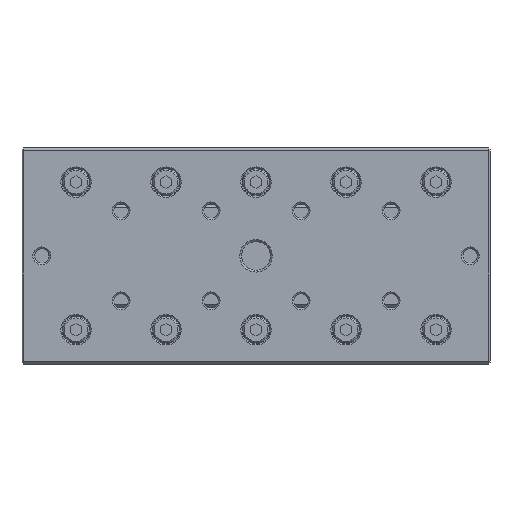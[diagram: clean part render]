
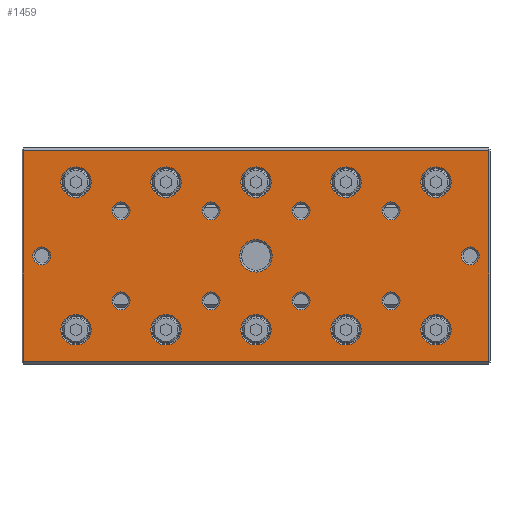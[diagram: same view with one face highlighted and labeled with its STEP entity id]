
A CAD part, top view. The second image highlights one B-rep face of the part: STEP entity #1459.
In plain terms, the highlighted planar face has unit normal (0, 0, 1).
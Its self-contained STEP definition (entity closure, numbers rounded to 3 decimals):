
#722=FACE_BOUND('',#3083,.T.);
#723=FACE_BOUND('',#3084,.T.);
#724=FACE_BOUND('',#3085,.T.);
#725=FACE_BOUND('',#3086,.T.);
#726=FACE_BOUND('',#3087,.T.);
#727=FACE_BOUND('',#3088,.T.);
#728=FACE_BOUND('',#3089,.T.);
#729=FACE_BOUND('',#3090,.T.);
#730=FACE_BOUND('',#3091,.T.);
#731=FACE_BOUND('',#3092,.T.);
#732=FACE_BOUND('',#3093,.T.);
#733=FACE_BOUND('',#3094,.T.);
#734=FACE_BOUND('',#3095,.T.);
#735=FACE_BOUND('',#3096,.T.);
#736=FACE_BOUND('',#3097,.T.);
#737=FACE_BOUND('',#3098,.T.);
#738=FACE_BOUND('',#3099,.T.);
#739=FACE_BOUND('',#3100,.T.);
#740=FACE_BOUND('',#3101,.T.);
#741=FACE_BOUND('',#3102,.T.);
#742=FACE_BOUND('',#3103,.T.);
#743=FACE_BOUND('',#3104,.T.);
#1100=CIRCLE('',#10590,4.5);
#1101=CIRCLE('',#10591,2.5);
#1102=CIRCLE('',#10592,2.5);
#1103=CIRCLE('',#10593,2.5);
#1104=CIRCLE('',#10594,2.5);
#1105=CIRCLE('',#10595,2.5);
#1106=CIRCLE('',#10596,2.5);
#1107=CIRCLE('',#10597,2.5);
#1108=CIRCLE('',#10598,2.5);
#1109=CIRCLE('',#10599,2.5);
#1110=CIRCLE('',#10600,2.5);
#1111=CIRCLE('',#10601,4.225);
#1112=CIRCLE('',#10602,4.225);
#1113=CIRCLE('',#10603,4.225);
#1114=CIRCLE('',#10604,4.225);
#1115=CIRCLE('',#10605,4.225);
#1116=CIRCLE('',#10606,4.225);
#1117=CIRCLE('',#10607,4.225);
#1118=CIRCLE('',#10608,4.225);
#1119=CIRCLE('',#10609,4.225);
#1120=CIRCLE('',#10610,4.225);
#1459=ADVANCED_FACE('',(#722,#723,#724,#725,#726,#727,#728,#729,#730,#731,
#732,#733,#734,#735,#736,#737,#738,#739,#740,#741,#742,#743),#2027,.F.);
#2027=PLANE('',#10611);
#3083=EDGE_LOOP('',(#4646));
#3084=EDGE_LOOP('',(#4647));
#3085=EDGE_LOOP('',(#4648));
#3086=EDGE_LOOP('',(#4649));
#3087=EDGE_LOOP('',(#4650));
#3088=EDGE_LOOP('',(#4651));
#3089=EDGE_LOOP('',(#4652));
#3090=EDGE_LOOP('',(#4653));
#3091=EDGE_LOOP('',(#4654));
#3092=EDGE_LOOP('',(#4655));
#3093=EDGE_LOOP('',(#4656));
#3094=EDGE_LOOP('',(#4657));
#3095=EDGE_LOOP('',(#4658));
#3096=EDGE_LOOP('',(#4659));
#3097=EDGE_LOOP('',(#4660));
#3098=EDGE_LOOP('',(#4661));
#3099=EDGE_LOOP('',(#4662));
#3100=EDGE_LOOP('',(#4663));
#3101=EDGE_LOOP('',(#4664));
#3102=EDGE_LOOP('',(#4665));
#3103=EDGE_LOOP('',(#4666));
#3104=EDGE_LOOP('',(#4667,#4668,#4669,#4670));
#4646=ORIENTED_EDGE('',*,*,#7707,.T.);
#4647=ORIENTED_EDGE('',*,*,#7708,.F.);
#4648=ORIENTED_EDGE('',*,*,#7709,.T.);
#4649=ORIENTED_EDGE('',*,*,#7710,.T.);
#4650=ORIENTED_EDGE('',*,*,#7711,.T.);
#4651=ORIENTED_EDGE('',*,*,#7712,.T.);
#4652=ORIENTED_EDGE('',*,*,#7713,.T.);
#4653=ORIENTED_EDGE('',*,*,#7714,.T.);
#4654=ORIENTED_EDGE('',*,*,#7715,.T.);
#4655=ORIENTED_EDGE('',*,*,#7716,.T.);
#4656=ORIENTED_EDGE('',*,*,#7717,.T.);
#4657=ORIENTED_EDGE('',*,*,#7718,.T.);
#4658=ORIENTED_EDGE('',*,*,#7719,.T.);
#4659=ORIENTED_EDGE('',*,*,#7720,.T.);
#4660=ORIENTED_EDGE('',*,*,#7721,.T.);
#4661=ORIENTED_EDGE('',*,*,#7722,.T.);
#4662=ORIENTED_EDGE('',*,*,#7723,.T.);
#4663=ORIENTED_EDGE('',*,*,#7724,.T.);
#4664=ORIENTED_EDGE('',*,*,#7725,.T.);
#4665=ORIENTED_EDGE('',*,*,#7726,.T.);
#4666=ORIENTED_EDGE('',*,*,#7727,.T.);
#4667=ORIENTED_EDGE('',*,*,#7728,.T.);
#4668=ORIENTED_EDGE('',*,*,#7729,.T.);
#4669=ORIENTED_EDGE('',*,*,#7730,.T.);
#4670=ORIENTED_EDGE('',*,*,#7731,.T.);
#6650=VERTEX_POINT('',#15267);
#6651=VERTEX_POINT('',#15269);
#6652=VERTEX_POINT('',#15271);
#6653=VERTEX_POINT('',#15273);
#6654=VERTEX_POINT('',#15275);
#6655=VERTEX_POINT('',#15277);
#6656=VERTEX_POINT('',#15279);
#6657=VERTEX_POINT('',#15281);
#6658=VERTEX_POINT('',#15283);
#6659=VERTEX_POINT('',#15285);
#6660=VERTEX_POINT('',#15287);
#6661=VERTEX_POINT('',#15289);
#6662=VERTEX_POINT('',#15291);
#6663=VERTEX_POINT('',#15293);
#6664=VERTEX_POINT('',#15295);
#6665=VERTEX_POINT('',#15297);
#6666=VERTEX_POINT('',#15299);
#6667=VERTEX_POINT('',#15301);
#6668=VERTEX_POINT('',#15303);
#6669=VERTEX_POINT('',#15305);
#6670=VERTEX_POINT('',#15307);
#6671=VERTEX_POINT('',#15309);
#6672=VERTEX_POINT('',#15310);
#6673=VERTEX_POINT('',#15312);
#6674=VERTEX_POINT('',#15314);
#7707=EDGE_CURVE('',#6650,#6650,#1100,.T.);
#7708=EDGE_CURVE('',#6651,#6651,#1101,.T.);
#7709=EDGE_CURVE('',#6652,#6652,#1102,.T.);
#7710=EDGE_CURVE('',#6653,#6653,#1103,.T.);
#7711=EDGE_CURVE('',#6654,#6654,#1104,.T.);
#7712=EDGE_CURVE('',#6655,#6655,#1105,.T.);
#7713=EDGE_CURVE('',#6656,#6656,#1106,.T.);
#7714=EDGE_CURVE('',#6657,#6657,#1107,.T.);
#7715=EDGE_CURVE('',#6658,#6658,#1108,.T.);
#7716=EDGE_CURVE('',#6659,#6659,#1109,.T.);
#7717=EDGE_CURVE('',#6660,#6660,#1110,.T.);
#7718=EDGE_CURVE('',#6661,#6661,#1111,.T.);
#7719=EDGE_CURVE('',#6662,#6662,#1112,.T.);
#7720=EDGE_CURVE('',#6663,#6663,#1113,.T.);
#7721=EDGE_CURVE('',#6664,#6664,#1114,.T.);
#7722=EDGE_CURVE('',#6665,#6665,#1115,.T.);
#7723=EDGE_CURVE('',#6666,#6666,#1116,.T.);
#7724=EDGE_CURVE('',#6667,#6667,#1117,.T.);
#7725=EDGE_CURVE('',#6668,#6668,#1118,.T.);
#7726=EDGE_CURVE('',#6669,#6669,#1119,.T.);
#7727=EDGE_CURVE('',#6670,#6670,#1120,.T.);
#7728=EDGE_CURVE('',#6671,#6672,#8828,.T.);
#7729=EDGE_CURVE('',#6672,#6673,#8829,.T.);
#7730=EDGE_CURVE('',#6673,#6674,#8830,.T.);
#7731=EDGE_CURVE('',#6674,#6671,#8831,.T.);
#8828=LINE('',#15308,#9713);
#8829=LINE('',#15311,#9714);
#8830=LINE('',#15313,#9715);
#8831=LINE('',#15315,#9716);
#9713=VECTOR('',#12172,1.);
#9714=VECTOR('',#12173,1.);
#9715=VECTOR('',#12174,1.);
#9716=VECTOR('',#12175,1.);
#10590=AXIS2_PLACEMENT_3D('',#15266,#12130,#12131);
#10591=AXIS2_PLACEMENT_3D('',#15268,#12132,#12133);
#10592=AXIS2_PLACEMENT_3D('',#15270,#12134,#12135);
#10593=AXIS2_PLACEMENT_3D('',#15272,#12136,#12137);
#10594=AXIS2_PLACEMENT_3D('',#15274,#12138,#12139);
#10595=AXIS2_PLACEMENT_3D('',#15276,#12140,#12141);
#10596=AXIS2_PLACEMENT_3D('',#15278,#12142,#12143);
#10597=AXIS2_PLACEMENT_3D('',#15280,#12144,#12145);
#10598=AXIS2_PLACEMENT_3D('',#15282,#12146,#12147);
#10599=AXIS2_PLACEMENT_3D('',#15284,#12148,#12149);
#10600=AXIS2_PLACEMENT_3D('',#15286,#12150,#12151);
#10601=AXIS2_PLACEMENT_3D('',#15288,#12152,#12153);
#10602=AXIS2_PLACEMENT_3D('',#15290,#12154,#12155);
#10603=AXIS2_PLACEMENT_3D('',#15292,#12156,#12157);
#10604=AXIS2_PLACEMENT_3D('',#15294,#12158,#12159);
#10605=AXIS2_PLACEMENT_3D('',#15296,#12160,#12161);
#10606=AXIS2_PLACEMENT_3D('',#15298,#12162,#12163);
#10607=AXIS2_PLACEMENT_3D('',#15300,#12164,#12165);
#10608=AXIS2_PLACEMENT_3D('',#15302,#12166,#12167);
#10609=AXIS2_PLACEMENT_3D('',#15304,#12168,#12169);
#10610=AXIS2_PLACEMENT_3D('',#15306,#12170,#12171);
#10611=AXIS2_PLACEMENT_3D('',#15316,#12176,#12177);
#12130=DIRECTION('',(0.,0.,-1.));
#12131=DIRECTION('',(-1.,0.,0.));
#12132=DIRECTION('',(0.,0.,1.));
#12133=DIRECTION('',(1.,0.,0.));
#12134=DIRECTION('',(0.,0.,-1.));
#12135=DIRECTION('',(-1.,0.,0.));
#12136=DIRECTION('',(0.,0.,-1.));
#12137=DIRECTION('',(-1.,0.,0.));
#12138=DIRECTION('',(0.,0.,-1.));
#12139=DIRECTION('',(-1.,0.,0.));
#12140=DIRECTION('',(0.,0.,-1.));
#12141=DIRECTION('',(-1.,0.,0.));
#12142=DIRECTION('',(0.,0.,-1.));
#12143=DIRECTION('',(-1.,0.,0.));
#12144=DIRECTION('',(0.,0.,-1.));
#12145=DIRECTION('',(-1.,0.,0.));
#12146=DIRECTION('',(0.,0.,-1.));
#12147=DIRECTION('',(-1.,0.,0.));
#12148=DIRECTION('',(0.,0.,-1.));
#12149=DIRECTION('',(-1.,0.,0.));
#12150=DIRECTION('',(0.,0.,-1.));
#12151=DIRECTION('',(-1.,0.,0.));
#12152=DIRECTION('',(0.,0.,-1.));
#12153=DIRECTION('',(-1.,0.,0.));
#12154=DIRECTION('',(0.,0.,-1.));
#12155=DIRECTION('',(-1.,0.,0.));
#12156=DIRECTION('',(0.,0.,-1.));
#12157=DIRECTION('',(-1.,0.,0.));
#12158=DIRECTION('',(0.,0.,-1.));
#12159=DIRECTION('',(-1.,0.,0.));
#12160=DIRECTION('',(0.,0.,-1.));
#12161=DIRECTION('',(-1.,0.,0.));
#12162=DIRECTION('',(0.,0.,-1.));
#12163=DIRECTION('',(-1.,0.,0.));
#12164=DIRECTION('',(0.,0.,-1.));
#12165=DIRECTION('',(-1.,0.,0.));
#12166=DIRECTION('',(0.,0.,-1.));
#12167=DIRECTION('',(-1.,0.,0.));
#12168=DIRECTION('',(0.,0.,-1.));
#12169=DIRECTION('',(-1.,0.,0.));
#12170=DIRECTION('',(0.,0.,-1.));
#12171=DIRECTION('',(-1.,0.,0.));
#12172=DIRECTION('',(1.,0.,0.));
#12173=DIRECTION('',(0.,1.,0.));
#12174=DIRECTION('',(-1.,0.,0.));
#12175=DIRECTION('',(0.,-1.,0.));
#12176=DIRECTION('',(0.,0.,-1.));
#12177=DIRECTION('',(-1.,0.,0.));
#15266=CARTESIAN_POINT('',(145.,30.,25.));
#15267=CARTESIAN_POINT('',(140.5,30.,25.));
#15268=CARTESIAN_POINT('',(204.5,30.,25.));
#15269=CARTESIAN_POINT('',(207.,30.,25.));
#15270=CARTESIAN_POINT('',(85.5,30.,25.));
#15271=CARTESIAN_POINT('',(83.,30.,25.));
#15272=CARTESIAN_POINT('',(182.5,17.5,25.));
#15273=CARTESIAN_POINT('',(180.,17.5,25.));
#15274=CARTESIAN_POINT('',(182.5,42.5,25.));
#15275=CARTESIAN_POINT('',(180.,42.5,25.));
#15276=CARTESIAN_POINT('',(157.5,17.5,25.));
#15277=CARTESIAN_POINT('',(155.,17.5,25.));
#15278=CARTESIAN_POINT('',(157.5,42.5,25.));
#15279=CARTESIAN_POINT('',(155.,42.5,25.));
#15280=CARTESIAN_POINT('',(132.5,17.5,25.));
#15281=CARTESIAN_POINT('',(130.,17.5,25.));
#15282=CARTESIAN_POINT('',(132.5,42.5,25.));
#15283=CARTESIAN_POINT('',(130.,42.5,25.));
#15284=CARTESIAN_POINT('',(107.5,17.5,25.));
#15285=CARTESIAN_POINT('',(105.,17.5,25.));
#15286=CARTESIAN_POINT('',(107.5,42.5,25.));
#15287=CARTESIAN_POINT('',(105.,42.5,25.));
#15288=CARTESIAN_POINT('',(195.,9.5,25.));
#15289=CARTESIAN_POINT('',(190.775,9.5,25.));
#15290=CARTESIAN_POINT('',(195.,50.5,25.));
#15291=CARTESIAN_POINT('',(190.775,50.5,25.));
#15292=CARTESIAN_POINT('',(170.,9.5,25.));
#15293=CARTESIAN_POINT('',(165.775,9.5,25.));
#15294=CARTESIAN_POINT('',(170.,50.5,25.));
#15295=CARTESIAN_POINT('',(165.775,50.5,25.));
#15296=CARTESIAN_POINT('',(145.,9.5,25.));
#15297=CARTESIAN_POINT('',(140.775,9.5,25.));
#15298=CARTESIAN_POINT('',(145.,50.5,25.));
#15299=CARTESIAN_POINT('',(140.775,50.5,25.));
#15300=CARTESIAN_POINT('',(120.,9.5,25.));
#15301=CARTESIAN_POINT('',(115.775,9.5,25.));
#15302=CARTESIAN_POINT('',(120.,50.5,25.));
#15303=CARTESIAN_POINT('',(115.775,50.5,25.));
#15304=CARTESIAN_POINT('',(95.,9.5,25.));
#15305=CARTESIAN_POINT('',(90.775,9.5,25.));
#15306=CARTESIAN_POINT('',(95.,50.5,25.));
#15307=CARTESIAN_POINT('',(90.775,50.5,25.));
#15308=CARTESIAN_POINT('',(210.,0.7,25.));
#15309=CARTESIAN_POINT('',(80.4,0.7,25.));
#15310=CARTESIAN_POINT('',(209.6,0.7,25.));
#15311=CARTESIAN_POINT('',(209.6,60.,25.));
#15312=CARTESIAN_POINT('',(209.6,59.3,25.));
#15313=CARTESIAN_POINT('',(210.,59.3,25.));
#15314=CARTESIAN_POINT('',(80.4,59.3,25.));
#15315=CARTESIAN_POINT('',(80.4,0.7,25.));
#15316=CARTESIAN_POINT('',(210.,60.,25.));
